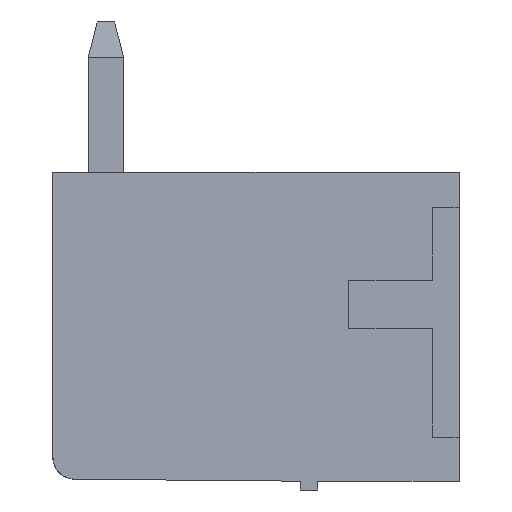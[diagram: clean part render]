
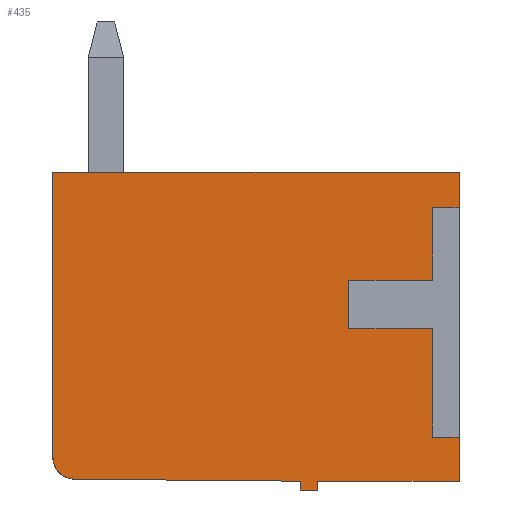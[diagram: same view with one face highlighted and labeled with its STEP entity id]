
A CAD part, left-side view. The second image highlights one B-rep face of the part: STEP entity #435.
In plain terms, the highlighted planar face has unit normal (-1, 0, 0).
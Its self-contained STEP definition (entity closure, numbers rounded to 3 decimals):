
#291=CARTESIAN_POINT('',(78.284,-164.658,23.9));
#292=DIRECTION('',(0.,0.,-1.));
#293=DIRECTION('',(-1.,-0.,-0.));
#294=AXIS2_PLACEMENT_3D('',#291,#293,#292);
#295=PLANE('',#294);
#296=CARTESIAN_POINT('',(78.284,-168.358,24.));
#297=VERTEX_POINT('',#296);
#298=CARTESIAN_POINT('',(78.284,-166.458,24.));
#299=VERTEX_POINT('',#298);
#300=CARTESIAN_POINT('',(78.284,-168.358,24.));
#301=DIRECTION('',(0.,1.,0.));
#302=VECTOR('',#301,1.9);
#303=LINE('',#300,#302);
#304=EDGE_CURVE('',#297,#299,#303,.T.);
#305=ORIENTED_EDGE('',*,*,#304,.T.);
#306=CARTESIAN_POINT('',(78.284,-166.458,25.1));
#307=VERTEX_POINT('',#306);
#308=CARTESIAN_POINT('',(78.284,-166.458,24.));
#309=DIRECTION('',(0.,0.,1.));
#310=VECTOR('',#309,1.1);
#311=LINE('',#308,#310);
#312=EDGE_CURVE('',#299,#307,#311,.T.);
#313=ORIENTED_EDGE('',*,*,#312,.T.);
#314=CARTESIAN_POINT('',(78.284,-168.358,25.1));
#315=VERTEX_POINT('',#314);
#316=CARTESIAN_POINT('',(78.284,-166.458,25.1));
#317=DIRECTION('',(0.,-1.,0.));
#318=VECTOR('',#317,1.9);
#319=LINE('',#316,#318);
#320=EDGE_CURVE('',#307,#315,#319,.T.);
#321=ORIENTED_EDGE('',*,*,#320,.T.);
#322=CARTESIAN_POINT('',(78.284,-168.358,26.75));
#323=VERTEX_POINT('',#322);
#324=CARTESIAN_POINT('',(78.284,-168.358,25.1));
#325=DIRECTION('',(0.,0.,1.));
#326=VECTOR('',#325,1.65);
#327=LINE('',#324,#326);
#328=EDGE_CURVE('',#315,#323,#327,.T.);
#329=ORIENTED_EDGE('',*,*,#328,.T.);
#330=CARTESIAN_POINT('',(78.284,-168.958,26.75));
#331=VERTEX_POINT('',#330);
#332=CARTESIAN_POINT('',(78.284,-168.358,26.75));
#333=DIRECTION('',(0.,-1.,0.));
#334=VECTOR('',#333,0.6);
#335=LINE('',#332,#334);
#336=EDGE_CURVE('',#323,#331,#335,.T.);
#337=ORIENTED_EDGE('',*,*,#336,.T.);
#338=CARTESIAN_POINT('',(78.284,-168.958,27.55));
#339=VERTEX_POINT('',#338);
#340=CARTESIAN_POINT('',(78.284,-168.958,27.55));
#341=DIRECTION('',(0.,0.,-1.));
#342=VECTOR('',#341,0.8);
#343=LINE('',#340,#342);
#344=EDGE_CURVE('',#339,#331,#343,.T.);
#345=ORIENTED_EDGE('',*,*,#344,.F.);
#346=CARTESIAN_POINT('',(78.284,-159.758,27.55));
#347=VERTEX_POINT('',#346);
#348=CARTESIAN_POINT('',(78.284,-159.758,27.55));
#349=DIRECTION('',(0.,-1.,0.));
#350=VECTOR('',#349,9.2);
#351=LINE('',#348,#350);
#352=EDGE_CURVE('',#347,#339,#351,.T.);
#353=ORIENTED_EDGE('',*,*,#352,.F.);
#354=CARTESIAN_POINT('',(78.284,-159.758,21.095));
#355=VERTEX_POINT('',#354);
#356=CARTESIAN_POINT('',(78.284,-159.758,21.095));
#357=DIRECTION('',(0.,0.,1.));
#358=VECTOR('',#357,6.455);
#359=LINE('',#356,#358);
#360=EDGE_CURVE('',#355,#347,#359,.T.);
#361=ORIENTED_EDGE('',*,*,#360,.F.);
#362=CARTESIAN_POINT('',(78.284,-160.253,20.595));
#363=VERTEX_POINT('',#362);
#364=CARTESIAN_POINT('',(78.284,-160.258,21.095));
#365=DIRECTION('',(0.,1.,0.));
#366=DIRECTION('',(-1.,0.,0.));
#367=AXIS2_PLACEMENT_3D('',#364,#366,#365);
#368=CIRCLE('',#367,0.5);
#369=EDGE_CURVE('',#355,#363,#368,.T.);
#370=ORIENTED_EDGE('',*,*,#369,.T.);
#371=CARTESIAN_POINT('',(78.284,-165.358,20.55));
#372=VERTEX_POINT('',#371);
#373=CARTESIAN_POINT('',(78.284,-165.358,20.55));
#374=DIRECTION('',(0.,1.,0.009));
#375=VECTOR('',#374,5.105);
#376=LINE('',#373,#375);
#377=EDGE_CURVE('',#372,#363,#376,.T.);
#378=ORIENTED_EDGE('',*,*,#377,.F.);
#379=CARTESIAN_POINT('',(78.284,-165.358,20.35));
#380=VERTEX_POINT('',#379);
#381=CARTESIAN_POINT('',(78.284,-165.358,20.35));
#382=DIRECTION('',(0.,0.,1.));
#383=VECTOR('',#382,0.2);
#384=LINE('',#381,#383);
#385=EDGE_CURVE('',#380,#372,#384,.T.);
#386=ORIENTED_EDGE('',*,*,#385,.F.);
#387=CARTESIAN_POINT('',(78.284,-165.758,20.35));
#388=VERTEX_POINT('',#387);
#389=CARTESIAN_POINT('',(78.284,-165.758,20.35));
#390=DIRECTION('',(0.,1.,0.));
#391=VECTOR('',#390,0.4);
#392=LINE('',#389,#391);
#393=EDGE_CURVE('',#388,#380,#392,.T.);
#394=ORIENTED_EDGE('',*,*,#393,.F.);
#395=CARTESIAN_POINT('',(78.284,-165.758,20.55));
#396=VERTEX_POINT('',#395);
#397=CARTESIAN_POINT('',(78.284,-165.758,20.55));
#398=DIRECTION('',(0.,0.,-1.));
#399=VECTOR('',#398,0.2);
#400=LINE('',#397,#399);
#401=EDGE_CURVE('',#396,#388,#400,.T.);
#402=ORIENTED_EDGE('',*,*,#401,.F.);
#403=CARTESIAN_POINT('',(78.284,-168.958,20.55));
#404=VERTEX_POINT('',#403);
#405=CARTESIAN_POINT('',(78.284,-168.958,20.55));
#406=DIRECTION('',(0.,1.,0.));
#407=VECTOR('',#406,3.2);
#408=LINE('',#405,#407);
#409=EDGE_CURVE('',#404,#396,#408,.T.);
#410=ORIENTED_EDGE('',*,*,#409,.F.);
#411=CARTESIAN_POINT('',(78.284,-168.958,21.55));
#412=VERTEX_POINT('',#411);
#413=CARTESIAN_POINT('',(78.284,-168.958,21.55));
#414=DIRECTION('',(0.,0.,-1.));
#415=VECTOR('',#414,1.);
#416=LINE('',#413,#415);
#417=EDGE_CURVE('',#412,#404,#416,.T.);
#418=ORIENTED_EDGE('',*,*,#417,.F.);
#419=CARTESIAN_POINT('',(78.284,-168.358,21.55));
#420=VERTEX_POINT('',#419);
#421=CARTESIAN_POINT('',(78.284,-168.958,21.55));
#422=DIRECTION('',(0.,1.,0.));
#423=VECTOR('',#422,0.6);
#424=LINE('',#421,#423);
#425=EDGE_CURVE('',#412,#420,#424,.T.);
#426=ORIENTED_EDGE('',*,*,#425,.T.);
#427=CARTESIAN_POINT('',(78.284,-168.358,21.55));
#428=DIRECTION('',(0.,0.,1.));
#429=VECTOR('',#428,2.45);
#430=LINE('',#427,#429);
#431=EDGE_CURVE('',#420,#297,#430,.T.);
#432=ORIENTED_EDGE('',*,*,#431,.T.);
#433=EDGE_LOOP('',(#305,#313,#321,#329,#337,#345,#353,#361,#370,#378,#386,#394,#402,#410,#418,#426,#432));
#434=FACE_OUTER_BOUND('',#433,.T.);
#435=ADVANCED_FACE('',(#434),#295,.T.);
